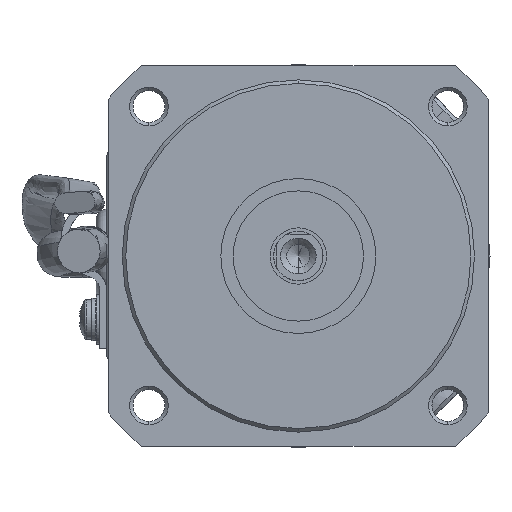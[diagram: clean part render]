
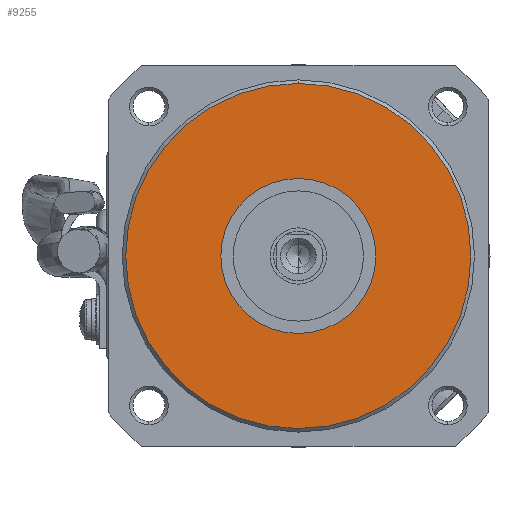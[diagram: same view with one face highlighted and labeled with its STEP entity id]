
A CAD part, left-side view. The second image highlights one B-rep face of the part: STEP entity #9255.
In plain terms, the highlighted planar face has unit normal (-1, 0, 0).
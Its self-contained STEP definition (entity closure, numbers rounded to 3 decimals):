
#1288 = ORIENTED_EDGE ( 'NONE', *, *, #9812, .F. ) ;
#1552 = CARTESIAN_POINT ( 'NONE',  ( 21.5, 0., 0. ) ) ;
#1608 = CIRCLE ( 'NONE', #11895, 24.5 ) ;
#1622 = DIRECTION ( 'NONE',  ( 0., 0., 1. ) ) ;
#2270 = PLANE ( 'NONE',  #4538 ) ;
#2357 = ORIENTED_EDGE ( 'NONE', *, *, #5249, .T. ) ;
#2618 = EDGE_LOOP ( 'NONE', ( #2357, #9695 ) ) ;
#2724 = DIRECTION ( 'NONE',  ( 0., 0., -1. ) ) ;
#3560 = AXIS2_PLACEMENT_3D ( 'NONE', #1552, #11403, #1622 ) ;
#4052 = DIRECTION ( 'NONE',  ( -1., 0., 0. ) ) ;
#4087 = EDGE_LOOP ( 'NONE', ( #5356, #1288 ) ) ;
#4203 = DIRECTION ( 'NONE',  ( 0., 0., 1. ) ) ;
#4538 = AXIS2_PLACEMENT_3D ( 'NONE', #8610, #13266, #12974 ) ;
#5081 = DIRECTION ( 'NONE',  ( -1., 0., 0. ) ) ;
#5249 = EDGE_CURVE ( 'NONE', #11110, #7313, #1608, .T. ) ;
#5356 = ORIENTED_EDGE ( 'NONE', *, *, #8080, .F. ) ;
#6225 = CARTESIAN_POINT ( 'NONE',  ( 21.5, 0., 0. ) ) ;
#6600 = DIRECTION ( 'NONE',  ( -1., 0., 0. ) ) ;
#7313 = VERTEX_POINT ( 'NONE', #8094 ) ;
#7828 = VERTEX_POINT ( 'NONE', #11553 ) ;
#7832 = FACE_BOUND ( 'NONE', #4087, .T. ) ;
#7949 = AXIS2_PLACEMENT_3D ( 'NONE', #6225, #5081, #2724 ) ;
#8080 = EDGE_CURVE ( 'NONE', #7828, #10158, #13807, .T. ) ;
#8094 = CARTESIAN_POINT ( 'NONE',  ( 21.5, 0., 24.5 ) ) ;
#8587 = DIRECTION ( 'NONE',  ( 0., 0., -1. ) ) ;
#8610 = CARTESIAN_POINT ( 'NONE',  ( 21.5, 0., 0. ) ) ;
#8764 = FACE_OUTER_BOUND ( 'NONE', #2618, .T. ) ;
#9255 = ADVANCED_FACE ( 'Defeature ausgef�hrt3_42', ( #8764, #7832 ), #2270, .F. ) ;
#9382 = CARTESIAN_POINT ( 'NONE',  ( 21.5, 0., -11. ) ) ;
#9555 = AXIS2_PLACEMENT_3D ( 'NONE', #12703, #4052, #4203 ) ;
#9695 = ORIENTED_EDGE ( 'NONE', *, *, #12351, .T. ) ;
#9812 = EDGE_CURVE ( 'NONE', #10158, #7828, #12316, .T. ) ;
#10158 = VERTEX_POINT ( 'NONE', #9382 ) ;
#11110 = VERTEX_POINT ( 'NONE', #12641 ) ;
#11403 = DIRECTION ( 'NONE',  ( -1., 0., 0. ) ) ;
#11553 = CARTESIAN_POINT ( 'NONE',  ( 21.5, 0., 11. ) ) ;
#11895 = AXIS2_PLACEMENT_3D ( 'NONE', #14087, #6600, #8587 ) ;
#12316 = CIRCLE ( 'NONE', #9555, 11. ) ;
#12351 = EDGE_CURVE ( 'NONE', #7313, #11110, #13861, .T. ) ;
#12641 = CARTESIAN_POINT ( 'NONE',  ( 21.5, 0., -24.5 ) ) ;
#12703 = CARTESIAN_POINT ( 'NONE',  ( 21.5, 0., 0. ) ) ;
#12974 = DIRECTION ( 'NONE',  ( 0., 0., -1. ) ) ;
#13266 = DIRECTION ( 'NONE',  ( 1., 0., 0. ) ) ;
#13807 = CIRCLE ( 'NONE', #3560, 11. ) ;
#13861 = CIRCLE ( 'NONE', #7949, 24.5 ) ;
#14087 = CARTESIAN_POINT ( 'NONE',  ( 21.5, 0., 0. ) ) ;
